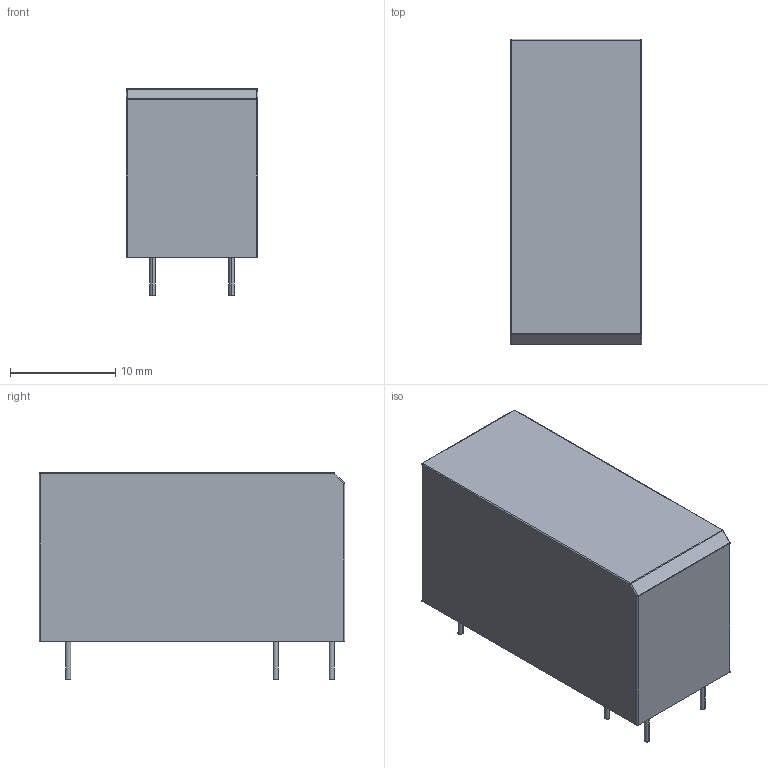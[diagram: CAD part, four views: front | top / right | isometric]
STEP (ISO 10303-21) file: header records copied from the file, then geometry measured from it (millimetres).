
FILE_DESCRIPTION((''),'2;1');
FILE_NAME('29_12D5_16_1','2020-11-23T10:06:29',('Administrator'),(''),'CREO PARAMETRIC BY PTC INC, 2020154','CREO PARAMETRIC BY PTC INC, 2020154','');
FILE_SCHEMA(('CONFIG_CONTROL_DESIGN','SHAPE_APPEARANCE_LAYERS_GROUPS'));
Length unit declared in the file: millimetre
Products named in the file (1): 29_12D5_16_1
Bounding box: 12.5 x 29 x 19.6 mm (x, y, z)
Volume: 5797.7 mm3; surface area: 2072.8 mm2
Topology: 1 solids, 1 shells, 42 faces, 91 edges, 52 vertices
Faces by surface type: cylinder 23, plane 13, sphere 6
Entity records: 1851 total; most frequent: COLOUR_RGB 311, DIRECTION 218, CARTESIAN_POINT 180, ORIENTED_EDGE 172, AXIS2_PLACEMENT_3D 90, EDGE_CURVE 86, FILL_AREA_STYLE_COLOUR 60, FILL_AREA_STYLE 60
